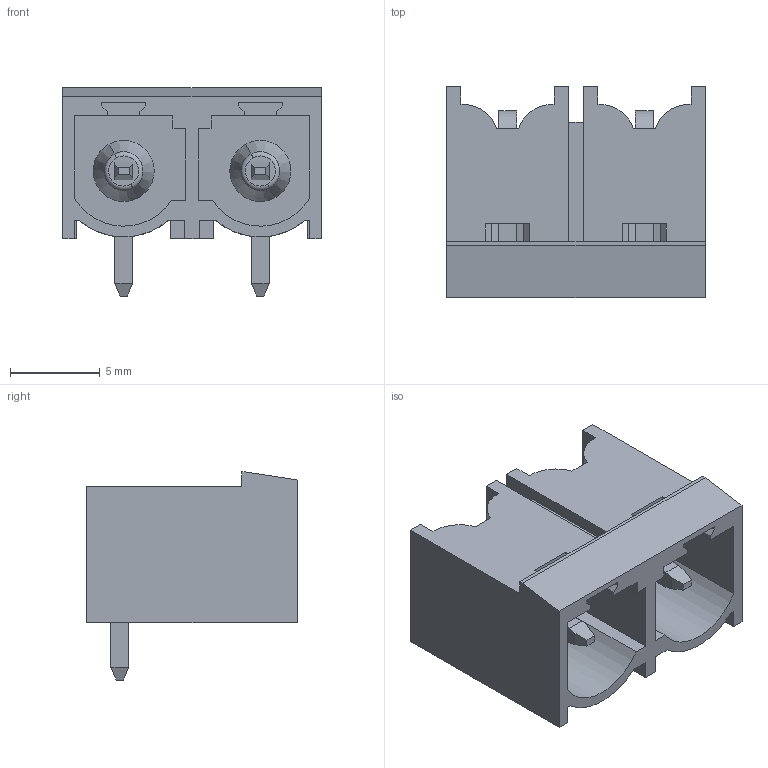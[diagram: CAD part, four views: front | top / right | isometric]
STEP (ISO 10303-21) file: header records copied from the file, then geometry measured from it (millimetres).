
FILE_DESCRIPTION(('CATIA V5 STEP Exchange','CAx-IF Rec.Pracs.--- Model Styling and Organization---1.2---2011-12-15'),'2;1');
FILE_NAME ('D1447034_0_1026760000_1026760000.stp','2018-11-14T11:50:33+00:00',('none'),('Weidmueller'),'CATIA Version 5-6 Release 2014','CATIA V5 STEP AP214','none');
FILE_SCHEMA(('AUTOMOTIVE_DESIGN { 1 0 10303 214 1 1 1 1 }'));
Length unit declared in the file: millimetre
Products named in the file (1): 1026760000
Bounding box: 14.42 x 11.75 x 11.6 mm (x, y, z)
Volume: 540.1 mm3; surface area: 1436 mm2
Topology: 3 solids, 3 shells, 139 faces, 379 edges, 246 vertices
Faces by surface type: plane 115, cylinder 16, torus 4, cone 4
Entity records: 4028 total; most frequent: ORIENTED_EDGE 758, CARTESIAN_POINT 737, DIRECTION 529, EDGE_CURVE 375, VECTOR 311, LINE 311, VERTEX_POINT 238, EDGE_LOOP 147
